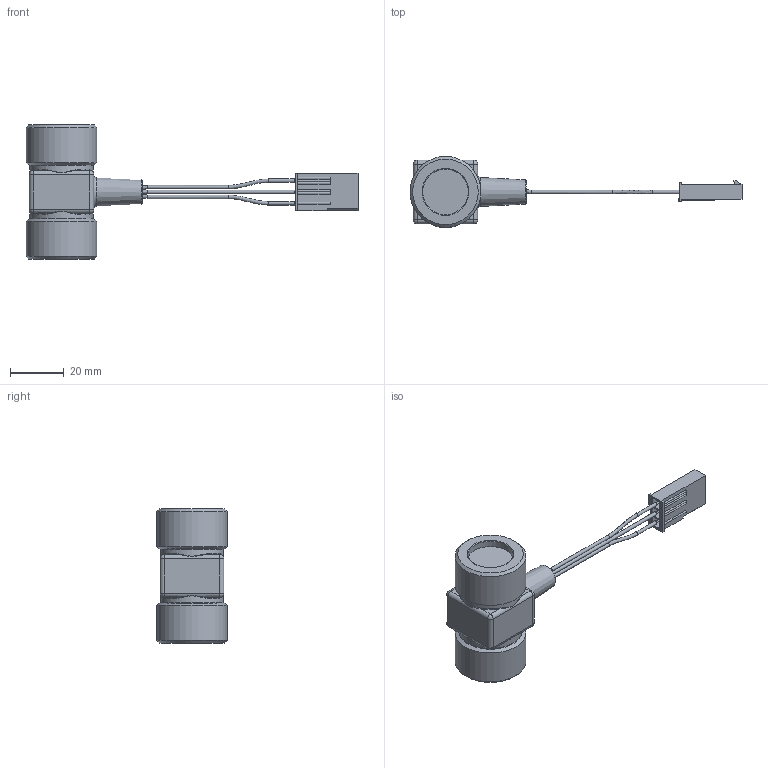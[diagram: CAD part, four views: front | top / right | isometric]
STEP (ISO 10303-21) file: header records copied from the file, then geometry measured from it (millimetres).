
FILE_DESCRIPTION(/* description */ (''),/* implementation_level */ '2;1');
FILE_NAME(/* name */ 'VY1545MAHNX1A4_STEP.stp',/* time_stamp */ '2020-02-06T16:49:23+01:00',/* author */ ('grass'),/* organization */ (''),/* preprocessor_version */ 'ST-DEVELOPER v15.2',/* originating_system */ 'Autodesk Inventor 2014',/* authorisation */ '');
FILE_SCHEMA (('AUTOMOTIVE_DESIGN { 1 0 10303 214 3 1 1 }'));
Length unit declared in the file: millimetre
Products named in the file (1): Bauteil
Bounding box: 123.67 x 26.44 x 50 mm (x, y, z)
Volume: 26927.4 mm3; surface area: 10781.8 mm2
Topology: 2 solids, 2 shells, 583 faces, 1490 edges, 927 vertices
Faces by surface type: plane 328, cylinder 137, bspline 84, torus 18, cone 8, sphere 8
Full cylindrical faces by diameter (mm): 0.65 x5, 0.66 x5, 1 x2, 1.3 x5, 17 x1, 20 x2, 21 x1, 23.5 x2, 26.44 x2
Entity records: 24428 total; most frequent: CARTESIAN_POINT 10389, ORIENTED_EDGE 2870, DIRECTION 2516, EDGE_CURVE 1429, LINE 934, VECTOR 934, VERTEX_POINT 907, AXIS2_PLACEMENT_3D 791
